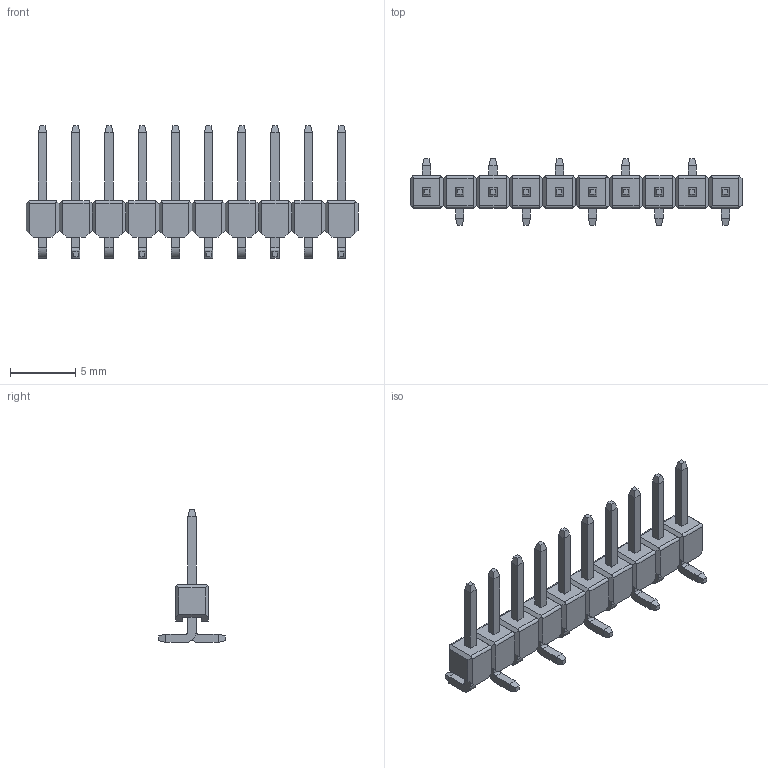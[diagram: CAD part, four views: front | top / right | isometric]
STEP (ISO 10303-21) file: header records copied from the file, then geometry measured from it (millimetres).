
FILE_DESCRIPTION (( 'STEP AP214' ), '1' );
FILE_NAME ('User Library-header1x10 1-1241150-0.STEP', '2020-11-23T02:24:38', ( '' ), ( '' ), 'SwSTEP 2.0', 'SolidWorks 2020', '' );
FILE_SCHEMA (( 'AUTOMOTIVE_DESIGN' ));
Length unit declared in the file: millimetre
Products named in the file (1): User Library-header1x10 1-1241150-0
Bounding box: 25.4 x 5.08 x 10.16 mm (x, y, z)
Surface area: 668.9 mm2 (no closed solid volume)
Topology: 0 solids, 36 shells, 471 faces, 1257 edges, 838 vertices
Faces by surface type: plane 400, cylinder 40, bspline 31
Entity records: 20839 total; most frequent: CARTESIAN_POINT 4657, ORIENTED_EDGE 2354, DIRECTION 1886, EDGE_CURVE 1257, VECTOR 964, LINE 964, VERTEX_POINT 838, EDGE_LOOP 497
